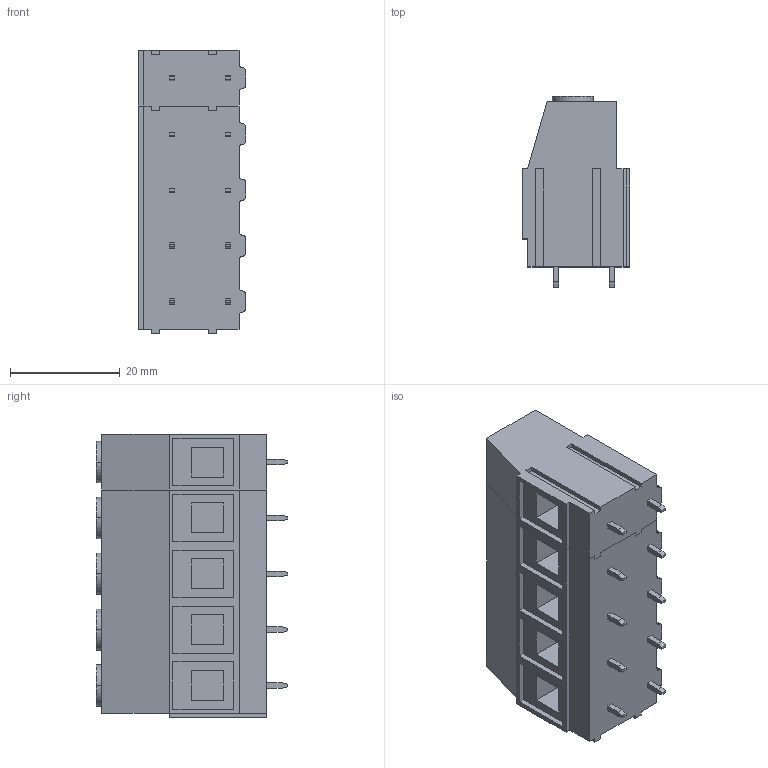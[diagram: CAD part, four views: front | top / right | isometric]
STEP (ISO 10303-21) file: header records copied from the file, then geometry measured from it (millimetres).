
FILE_DESCRIPTION (( 'STEP AP203' ), '1' );
FILE_NAME ('MODÜLER BASKILI DEVRE KLEMENSI - 10,16 MM 5 li.STEP', '2018-10-02T13:17:14', ( 'user' ), ( '' ), 'SwSTEP 2.0', 'SolidWorks 2016', '' );
FILE_SCHEMA (( 'CONFIG_CONTROL_DESIGN' ));
Length unit declared in the file: millimetre
Products named in the file (1): MODÜLER BASKILI DEVRE KLEMENSI - 10,16 MM  5 li
Bounding box: 19.5 x 34.75 x 51.6 mm (x, y, z)
Volume: 22904.4 mm3; surface area: 9392.7 mm2
Topology: 2 solids, 2 shells, 256 faces, 666 edges, 444 vertices
Faces by surface type: plane 216, cylinder 40
Entity records: 7845 total; most frequent: CARTESIAN_POINT 1367, ORIENTED_EDGE 1332, DIRECTION 1280, EDGE_CURVE 666, VECTOR 566, LINE 566, VERTEX_POINT 444, AXIS2_PLACEMENT_3D 357
